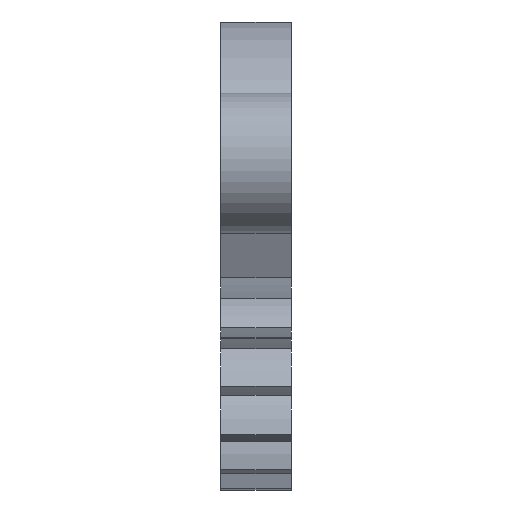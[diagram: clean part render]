
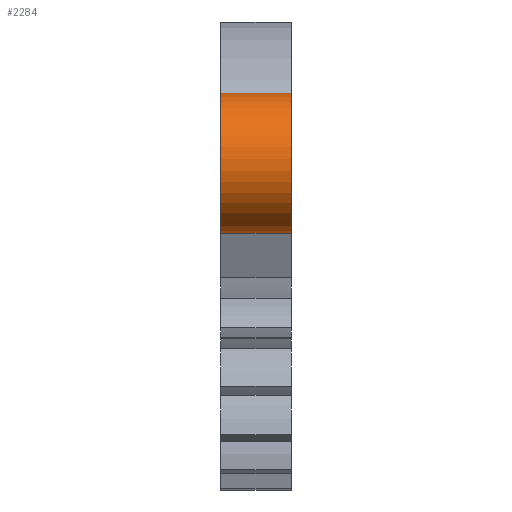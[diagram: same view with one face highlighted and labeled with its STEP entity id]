
A CAD part, left-side view. The second image highlights one B-rep face of the part: STEP entity #2284.
In plain terms, the highlighted cylindrical face has radius 4 mm (diameter 8 mm), a partial arc.
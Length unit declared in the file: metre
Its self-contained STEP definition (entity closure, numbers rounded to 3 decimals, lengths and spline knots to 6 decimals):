
#3 = EDGE_LOOP ( 'NONE', ( #1803, #2048, #821, #1682 ) ) ;
#22 = VERTEX_POINT ( 'NONE', #353 ) ;
#64 = CARTESIAN_POINT ( 'NONE',  ( -0.041115, 0., 0.000048 ) ) ;
#123 = VERTEX_POINT ( 'NONE', #1993 ) ;
#146 = DIRECTION ( 'NONE',  ( 0., 0., 1. ) ) ;
#229 = AXIS2_PLACEMENT_3D ( 'NONE', #1508, #985, #1899 ) ;
#248 = DIRECTION ( 'NONE',  ( 0., 1., 0. ) ) ;
#298 = EDGE_CURVE ( 'NONE', #1874, #22, #1216, .T. ) ;
#306 = FACE_OUTER_BOUND ( 'NONE', #3, .T. ) ;
#353 = CARTESIAN_POINT ( 'NONE',  ( -0.040593, 0., 0.008014 ) ) ;
#408 = LINE ( 'NONE', #1825, #2182 ) ;
#549 = EDGE_CURVE ( 'NONE', #22, #123, #408, .T. ) ;
#573 = CIRCLE ( 'NONE', #1991, 0.004 ) ;
#669 = EDGE_CURVE ( 'NONE', #1210, #123, #573, .T. ) ;
#788 = LINE ( 'NONE', #64, #1479 ) ;
#821 = ORIENTED_EDGE ( 'NONE', *, *, #669, .F. ) ;
#985 = DIRECTION ( 'NONE',  ( 0., 1., 0. ) ) ;
#1020 = CYLINDRICAL_SURFACE ( 'NONE', #1530, 0.004 ) ;
#1210 = VERTEX_POINT ( 'NONE', #1723 ) ;
#1216 = CIRCLE ( 'NONE', #229, 0.004 ) ;
#1479 = VECTOR ( 'NONE', #1879, 1. ) ;
#1508 = CARTESIAN_POINT ( 'NONE',  ( -0.040593, 0., 0.004014 ) ) ;
#1530 = AXIS2_PLACEMENT_3D ( 'NONE', #1728, #1562, #146 ) ;
#1562 = DIRECTION ( 'NONE',  ( 0., 1., 0. ) ) ;
#1682 = ORIENTED_EDGE ( 'NONE', *, *, #2065, .F. ) ;
#1683 = CARTESIAN_POINT ( 'NONE',  ( -0.040593, 0.004, 0.004014 ) ) ;
#1723 = CARTESIAN_POINT ( 'NONE',  ( -0.041115, 0.004, 0.000048 ) ) ;
#1728 = CARTESIAN_POINT ( 'NONE',  ( -0.040593, 0., 0.004014 ) ) ;
#1789 = CARTESIAN_POINT ( 'NONE',  ( -0.041115, 0., 0.000048 ) ) ;
#1803 = ORIENTED_EDGE ( 'NONE', *, *, #298, .T. ) ;
#1825 = CARTESIAN_POINT ( 'NONE',  ( -0.040593, 0., 0.008014 ) ) ;
#1849 = DIRECTION ( 'NONE',  ( 0., 1., 0. ) ) ;
#1874 = VERTEX_POINT ( 'NONE', #1789 ) ;
#1879 = DIRECTION ( 'NONE',  ( 0., 1., 0. ) ) ;
#1899 = DIRECTION ( 'NONE',  ( 0., 0., 1. ) ) ;
#1991 = AXIS2_PLACEMENT_3D ( 'NONE', #1683, #248, #2231 ) ;
#1993 = CARTESIAN_POINT ( 'NONE',  ( -0.040593, 0.004, 0.008014 ) ) ;
#2048 = ORIENTED_EDGE ( 'NONE', *, *, #549, .T. ) ;
#2065 = EDGE_CURVE ( 'NONE', #1874, #1210, #788, .T. ) ;
#2182 = VECTOR ( 'NONE', #1849, 1. ) ;
#2231 = DIRECTION ( 'NONE',  ( 0., 0., 1. ) ) ;
#2284 = ADVANCED_FACE ( 'NONE', ( #306 ), #1020, .T. ) ;
